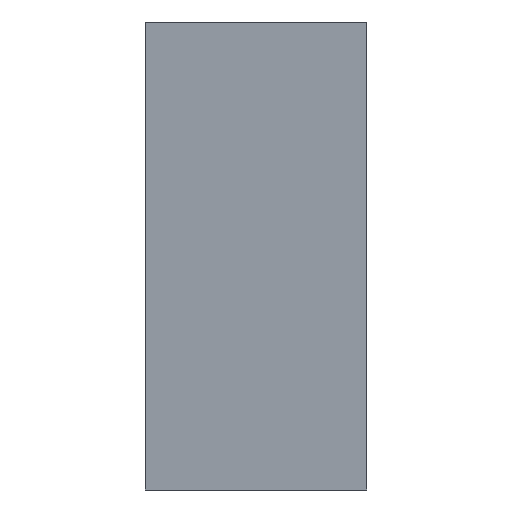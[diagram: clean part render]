
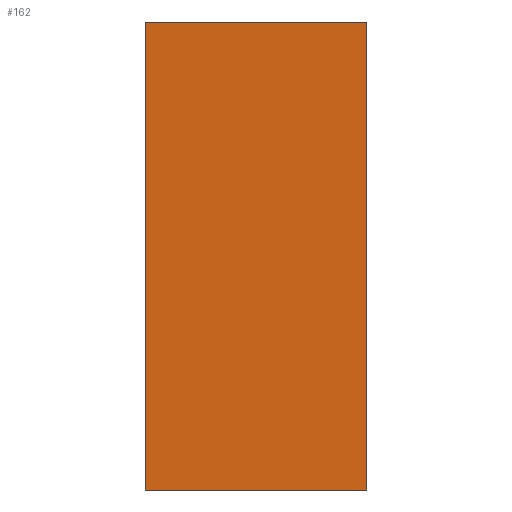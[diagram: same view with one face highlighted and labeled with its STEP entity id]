
A CAD part, top view. The second image highlights one B-rep face of the part: STEP entity #162.
In plain terms, the highlighted planar face has unit normal (0, -0.07, 0.998).
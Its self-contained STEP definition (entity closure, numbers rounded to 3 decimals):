
#42=CARTESIAN_POINT('',(-13.45,-28.502,66.689));
#43=VERTEX_POINT('',#42);
#50=CARTESIAN_POINT('',(-13.45,28.36,70.665));
#51=VERTEX_POINT('',#50);
#52=CARTESIAN_POINT('',(-13.45,28.36,70.665));
#53=DIRECTION('',(0.,-0.998,-0.07));
#54=VECTOR('',#53,57.);
#55=LINE('',#52,#54);
#56=EDGE_CURVE('',#51,#43,#55,.T.);
#80=CARTESIAN_POINT('',(13.55,-28.502,66.689));
#81=VERTEX_POINT('',#80);
#88=CARTESIAN_POINT('',(-13.45,-28.502,66.689));
#89=DIRECTION('',(1.,0.,-0.));
#90=VECTOR('',#89,27.);
#91=LINE('',#88,#90);
#92=EDGE_CURVE('',#43,#81,#91,.T.);
#111=CARTESIAN_POINT('',(13.55,28.36,70.665));
#112=VERTEX_POINT('',#111);
#119=CARTESIAN_POINT('',(13.55,-28.502,66.689));
#120=DIRECTION('',(0.,0.998,0.07));
#121=VECTOR('',#120,57.);
#122=LINE('',#119,#121);
#123=EDGE_CURVE('',#81,#112,#122,.T.);
#141=CARTESIAN_POINT('',(13.55,28.36,70.665));
#142=DIRECTION('',(-1.,0.,0.));
#143=VECTOR('',#142,27.);
#144=LINE('',#141,#143);
#145=EDGE_CURVE('',#112,#51,#144,.T.);
#151=CARTESIAN_POINT('',(-119.95,109.661,76.35));
#152=DIRECTION('',(0.,-0.07,0.998));
#153=DIRECTION('',(0.,-0.998,-0.07));
#154=AXIS2_PLACEMENT_3D('',#151,#152,#153);
#155=PLANE('',#154);
#156=ORIENTED_EDGE('',*,*,#56,.T.);
#157=ORIENTED_EDGE('',*,*,#92,.T.);
#158=ORIENTED_EDGE('',*,*,#123,.T.);
#159=ORIENTED_EDGE('',*,*,#145,.T.);
#160=EDGE_LOOP('',(#156,#157,#158,#159));
#161=FACE_BOUND('',#160,.T.);
#162=ADVANCED_FACE('',(#161),#155,.T.);
